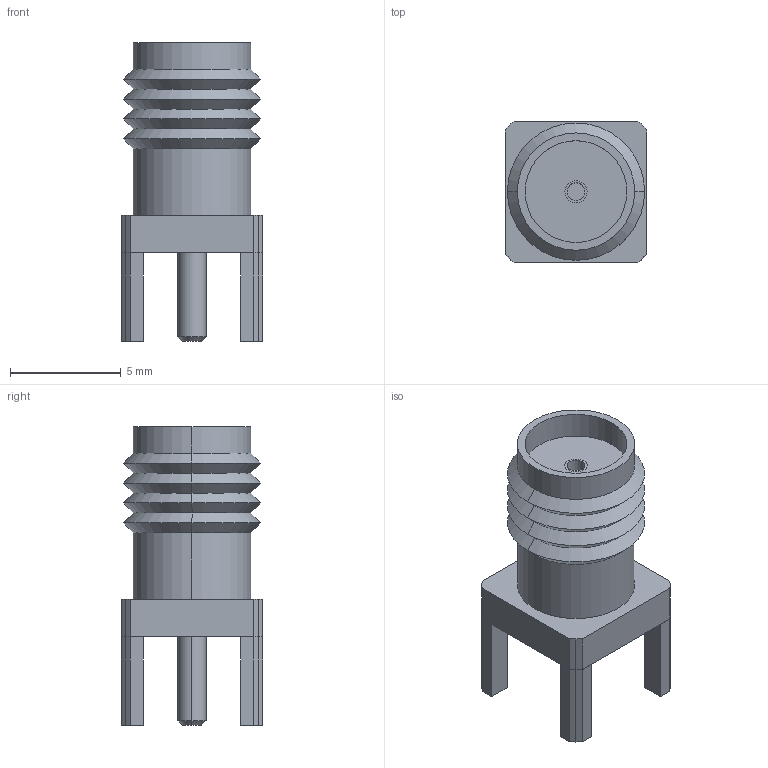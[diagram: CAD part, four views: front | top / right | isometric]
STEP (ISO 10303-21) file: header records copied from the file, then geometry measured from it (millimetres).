
FILE_DESCRIPTION((''),'2;1');
FILE_NAME('TYCO_5-1814832-1.stp','2009-11-17T17:50:00',(''),(''),'Mechanical Desktop 2006','Mechanical Desktop 2006',', , ');
FILE_SCHEMA(('AUTOMOTIVE_DESIGN { 1 2 10303 214 0 1 1 1 }'));
Length unit declared in the file: millimetre
Products named in the file (1): Product
Bounding box: 6.4 x 6.4 x 13.5 mm (x, y, z)
Volume: 253.7 mm3; surface area: 559.7 mm2
Topology: 11 solids, 11 shells, 104 faces, 216 edges, 138 vertices
Faces by surface type: cylinder 36, plane 34, cone 18, bspline 16
Entity records: 2876 total; most frequent: CARTESIAN_POINT 563, DIRECTION 492, ORIENTED_EDGE 432, EDGE_CURVE 216, AXIS2_PLACEMENT_3D 187, VERTEX_POINT 138, VECTOR 118, LINE 118
